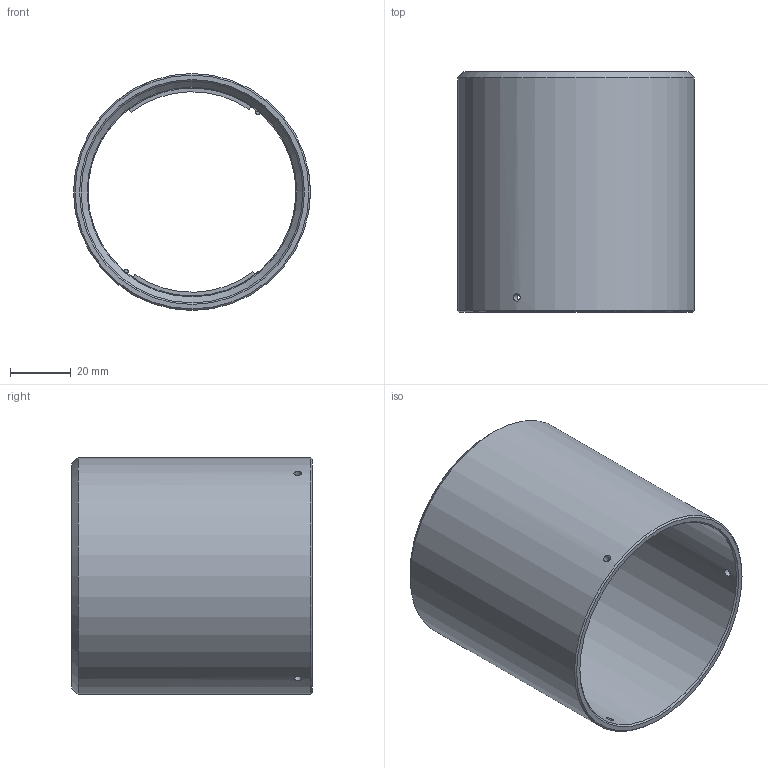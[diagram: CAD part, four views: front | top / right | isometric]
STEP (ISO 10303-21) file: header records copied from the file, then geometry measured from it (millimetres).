
FILE_DESCRIPTION(/* description */ (''),/* implementation_level */ '2;1');
FILE_NAME(/* name */ 'filmDigitizer_135_filmCarrier_tokina100mmTube',/* time_stamp */ '2023-12-07T09:08:12-05:00',/* author */ ('George Moua'),/* organization */ ('Archive 663'),/* preprocessor_version */ 'ST-DEVELOPER v16.7',/* originating_system */ 'Solid Edge',/* authorisation */ 'Unknown');
FILE_SCHEMA (('AUTOMOTIVE_DESIGN {1 0 10303 214 3 1 1}'));
Length unit declared in the file: millimetre
Products named in the file (2): filmDigitizer_135_filmCarrier; filmDigitizer_135_filmCarrier_tokina100mmTube
Assembly tree (1 placements, depth 2):
  filmDigitizer_135_filmCarrier
    filmDigitizer_135_filmCarrier_tokina100mmTube
Bounding box: 78 x 79.05 x 78 mm (x, y, z)
Volume: 49052.8 mm3; surface area: 39140.3 mm2
Topology: 1 solids, 1 shells, 37 faces, 90 edges, 56 vertices
Faces by surface type: plane 15, cone 12, cylinder 10
Full cylindrical faces by diameter (mm): 2.5 x3, 68.5 x1, 73 x1, 78 x1
Entity records: 1111 total; most frequent: CARTESIAN_POINT 261, DIRECTION 168, ORIENTED_EDGE 150, EDGE_CURVE 75, AXIS2_PLACEMENT_3D 72, EDGE_LOOP 56, FACE_BOUND 56, VERTEX_POINT 51
